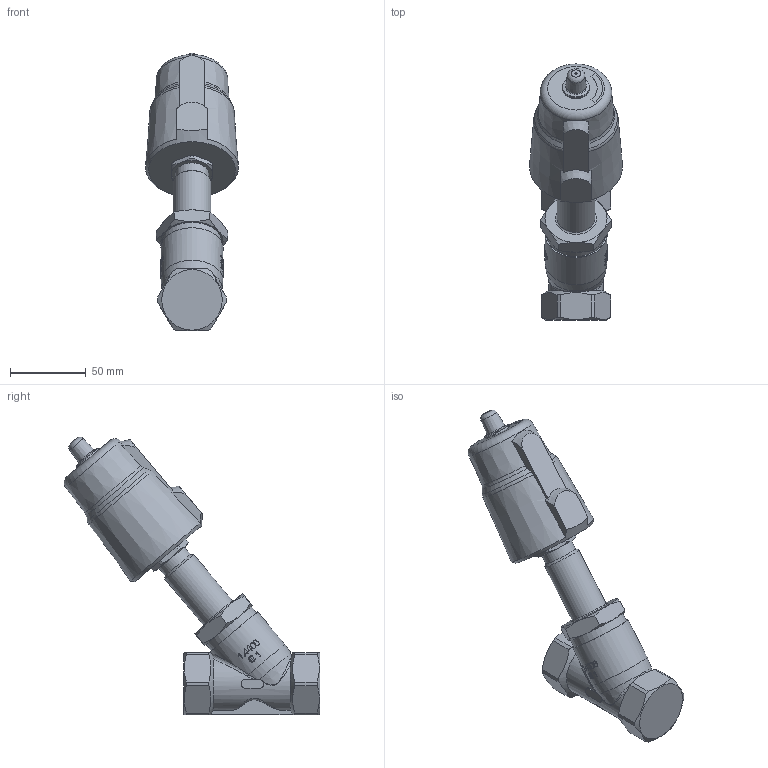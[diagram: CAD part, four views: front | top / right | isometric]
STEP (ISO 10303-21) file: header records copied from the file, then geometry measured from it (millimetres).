
FILE_DESCRIPTION(/* description */ ('3D-Modell'),/* implementation_level */ '2;1');
FILE_NAME(/* name */ '063.003628_A6325-0815-7505-DT.stp',/* time_stamp */ '2018-05-04T10:59:09+02:00',/* author */ ('EFast'),/* organization */ (''),/* preprocessor_version */ 'ST-DEVELOPER v16.1',/* originating_system */ 'Autodesk Inventor 2016',/* authorisation */ '');
FILE_SCHEMA (('AUTOMOTIVE_DESIGN { 1 0 10303 214 3 1 1 }'));
Length unit declared in the file: millimetre
Products named in the file (1): 88-001693
Bounding box: 61.29 x 169.11 x 183.67 mm (x, y, z)
Volume: 389556.6 mm3; surface area: 43823.6 mm2
Topology: 1 solids, 1 shells, 311 faces, 833 edges, 548 vertices
Faces by surface type: plane 130, bspline 90, cylinder 48, cone 34, torus 7, sphere 2
Full cylindrical faces by diameter (mm): 1.5 x1, 18.2 x1, 22 x1, 25 x1, 39 x1, 41 x1
Entity records: 32869 total; most frequent: CARTESIAN_POINT 26183, ORIENTED_EDGE 1604, DIRECTION 1026, EDGE_CURVE 802, VERTEX_POINT 537, AXIS2_PLACEMENT_3D 377, EDGE_LOOP 355, FACE_OUTER_BOUND 311
